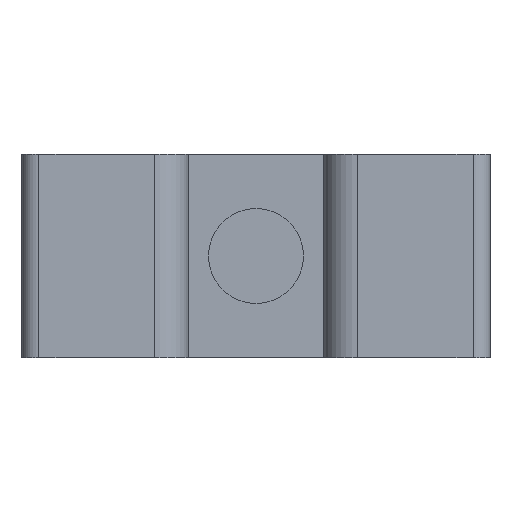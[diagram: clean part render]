
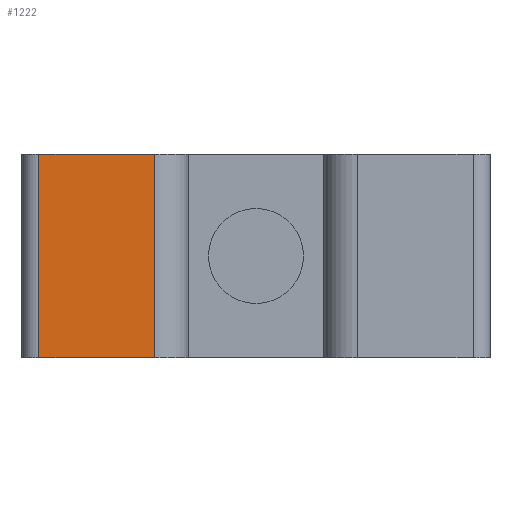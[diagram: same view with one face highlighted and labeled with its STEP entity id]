
A CAD part, front view. The second image highlights one B-rep face of the part: STEP entity #1222.
In plain terms, the highlighted planar face has unit normal (0, -1, 0).
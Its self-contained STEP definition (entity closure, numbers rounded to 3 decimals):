
#346=DIRECTION('',(0.,0.,-1.));
#347=VECTOR('',#346,6.);
#348=CARTESIAN_POINT('',(-6.182,2.312,3.));
#349=LINE('',#348,#347);
#350=DIRECTION('',(1.,0.,0.));
#351=VECTOR('',#350,3.4);
#352=CARTESIAN_POINT('',(-6.182,2.312,3.));
#353=LINE('',#352,#351);
#354=DIRECTION('',(-1.,0.,0.));
#355=VECTOR('',#354,3.4);
#356=CARTESIAN_POINT('',(-2.782,2.312,-3.));
#357=LINE('',#356,#355);
#362=DIRECTION('',(0.,0.,1.));
#363=VECTOR('',#362,6.);
#364=CARTESIAN_POINT('',(-2.782,2.312,-3.));
#365=LINE('',#364,#363);
#634=CARTESIAN_POINT('',(-2.782,2.312,-3.));
#635=CARTESIAN_POINT('',(-2.782,2.312,3.));
#636=VERTEX_POINT('',#634);
#637=VERTEX_POINT('',#635);
#714=CARTESIAN_POINT('',(-6.182,2.312,-3.));
#716=VERTEX_POINT('',#714);
#720=CARTESIAN_POINT('',(-6.182,2.312,3.));
#721=VERTEX_POINT('',#720);
#1210=CARTESIAN_POINT('',(-6.482,2.312,0.));
#1211=DIRECTION('',(0.,-1.,0.));
#1212=DIRECTION('',(1.,0.,0.));
#1213=AXIS2_PLACEMENT_3D('',#1210,#1211,#1212);
#1214=PLANE('',#1213);
#1215=ORIENTED_EDGE('',*,*,#1051,.F.);
#1216=ORIENTED_EDGE('',*,*,#927,.T.);
#1218=ORIENTED_EDGE('',*,*,#1217,.F.);
#1219=ORIENTED_EDGE('',*,*,#966,.T.);
#1220=EDGE_LOOP('',(#1215,#1216,#1218,#1219));
#1221=FACE_OUTER_BOUND('',#1220,.F.);
#1222=ADVANCED_FACE('',(#1221),#1214,.T.);
#927=EDGE_CURVE('',#721,#637,#353,.T.);
#966=EDGE_CURVE('',#636,#716,#357,.T.);
#1051=EDGE_CURVE('',#721,#716,#349,.T.);
#1217=EDGE_CURVE('',#636,#637,#365,.T.);
